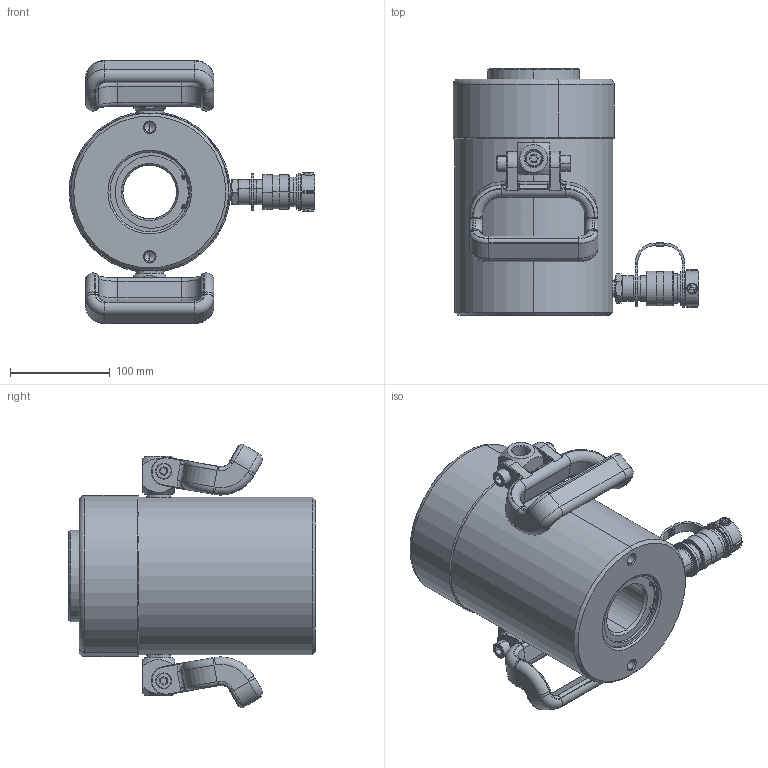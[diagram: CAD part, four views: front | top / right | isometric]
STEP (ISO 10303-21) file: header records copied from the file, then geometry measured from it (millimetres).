
FILE_DESCRIPTION (( 'STEP AP214' ), '1' );
FILE_NAME ('H3208.STEP', '2017-09-19T01:18:05', ( '' ), ( '' ), 'SwSTEP 2.0', 'SolidWorks 2017', '' );
FILE_SCHEMA (( 'AUTOMOTIVE_DESIGN' ));
Length unit declared in the file: millimetre
Products named in the file (1): H3208
Bounding box: 246.83 x 248.2 x 264.66 mm (x, y, z)
Volume: 3797288.5 mm3; surface area: 687395 mm2
Topology: 23 solids, 23 shells, 1324 faces, 3044 edges, 1801 vertices
Faces by surface type: cylinder 479, plane 346, cone 219, bspline 137, torus 135, sphere 8
Entity records: 59164 total; most frequent: CARTESIAN_POINT 15030, DIRECTION 6246, ORIENTED_EDGE 6000, EDGE_CURVE 3000, AXIS2_PLACEMENT_3D 2497, VERTEX_POINT 1801, EDGE_LOOP 1459, UNCERTAINTY_MEASURE_WITH_UNIT 1349
